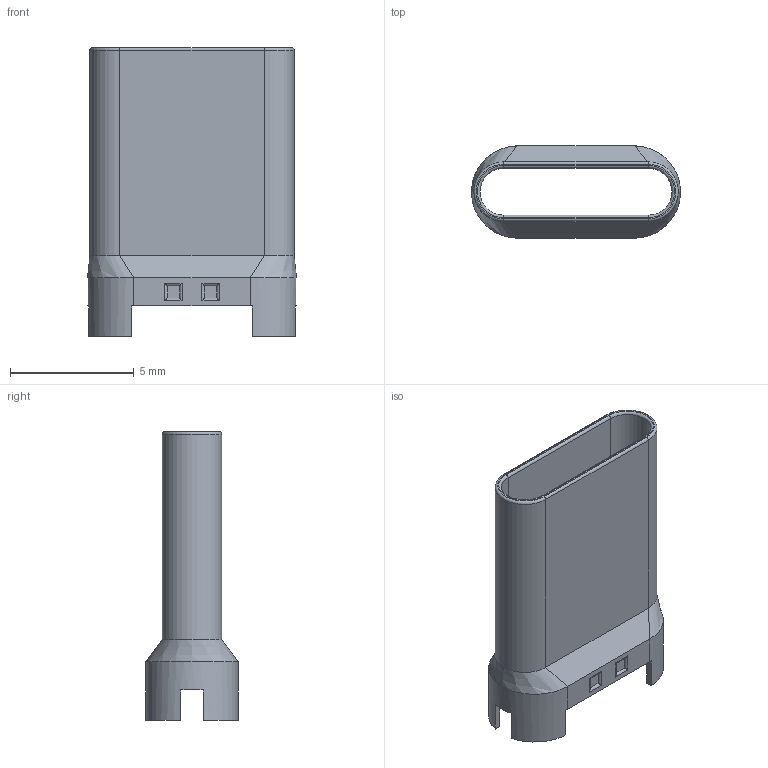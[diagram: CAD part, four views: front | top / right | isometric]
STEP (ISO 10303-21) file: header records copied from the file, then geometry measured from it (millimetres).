
FILE_DESCRIPTION(/* description */ (''),/* implementation_level */ '2;1');
FILE_NAME(/* name */ '632712000112Shelding.stp',/* time_stamp */ '2025-09-12T00:23:13+02:00',/* author */ (''),/* organization */ (''),/* preprocessor_version */ 'ST-DEVELOPER v20.1',/* originating_system */ 'Autodesk Translation Framework v14.10.0.0',/* authorisation */ '');
FILE_SCHEMA (('AUTOMOTIVE_DESIGN { 1 0 10303 214 3 1 1 }'));
Length unit declared in the file: millimetre
Products named in the file (1): 632712000112_Shelding
Bounding box: 8.43 x 3.72 x 11.66 mm (x, y, z)
Volume: 51.4 mm3; surface area: 429.6 mm2
Topology: 1 solids, 1 shells, 89 faces, 216 edges, 136 vertices
Faces by surface type: cylinder 44, plane 37, bspline 4, torus 4
Entity records: 2862 total; most frequent: CARTESIAN_POINT 582, DIRECTION 464, ORIENTED_EDGE 432, EDGE_CURVE 216, AXIS2_PLACEMENT_3D 162, LINE 140, VECTOR 140, VERTEX_POINT 136
